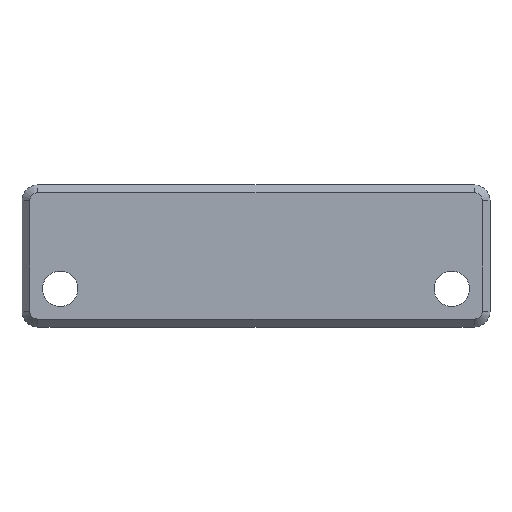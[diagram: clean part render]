
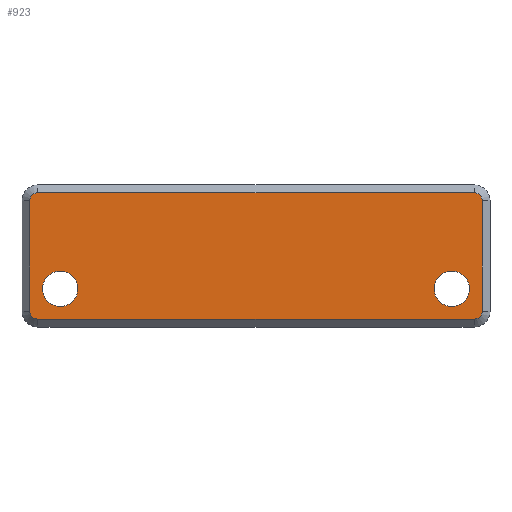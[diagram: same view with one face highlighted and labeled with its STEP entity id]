
A CAD part, top view. The second image highlights one B-rep face of the part: STEP entity #923.
In plain terms, the highlighted planar face has unit normal (0, 0, 1).
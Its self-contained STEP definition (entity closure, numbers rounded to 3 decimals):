
#19=FACE_BOUND('',#166,.T.);
#20=FACE_BOUND('',#167,.T.);
#38=CIRCLE('',#986,1.);
#40=CIRCLE('',#990,1.);
#42=CIRCLE('',#994,1.);
#44=CIRCLE('',#998,1.);
#47=CIRCLE('',#1006,2.25);
#48=CIRCLE('',#1007,2.25);
#107=FACE_OUTER_BOUND('',#165,.T.);
#165=EDGE_LOOP('',(#667,#668,#669,#670,#671,#672,#673,#674));
#166=EDGE_LOOP('',(#675));
#167=EDGE_LOOP('',(#676));
#216=LINE('',#1393,#306);
#221=LINE('',#1407,#311);
#225=LINE('',#1419,#315);
#229=LINE('',#1431,#319);
#306=VECTOR('',#1092,10.);
#311=VECTOR('',#1105,10.);
#315=VECTOR('',#1117,10.);
#319=VECTOR('',#1129,10.);
#396=VERTEX_POINT('',#1390);
#397=VERTEX_POINT('',#1392);
#400=VERTEX_POINT('',#1400);
#402=VERTEX_POINT('',#1405);
#404=VERTEX_POINT('',#1412);
#406=VERTEX_POINT('',#1417);
#408=VERTEX_POINT('',#1424);
#410=VERTEX_POINT('',#1429);
#424=VERTEX_POINT('',#1471);
#425=VERTEX_POINT('',#1473);
#476=EDGE_CURVE('',#396,#397,#216,.T.);
#481=EDGE_CURVE('',#400,#396,#38,.T.);
#483=EDGE_CURVE('',#402,#400,#221,.T.);
#487=EDGE_CURVE('',#404,#402,#40,.T.);
#489=EDGE_CURVE('',#406,#404,#225,.T.);
#493=EDGE_CURVE('',#408,#406,#42,.T.);
#495=EDGE_CURVE('',#410,#408,#229,.T.);
#498=EDGE_CURVE('',#397,#410,#44,.T.);
#516=EDGE_CURVE('',#424,#424,#47,.T.);
#517=EDGE_CURVE('',#425,#425,#48,.T.);
#667=ORIENTED_EDGE('',*,*,#476,.F.);
#668=ORIENTED_EDGE('',*,*,#481,.F.);
#669=ORIENTED_EDGE('',*,*,#483,.F.);
#670=ORIENTED_EDGE('',*,*,#487,.F.);
#671=ORIENTED_EDGE('',*,*,#489,.F.);
#672=ORIENTED_EDGE('',*,*,#493,.F.);
#673=ORIENTED_EDGE('',*,*,#495,.F.);
#674=ORIENTED_EDGE('',*,*,#498,.F.);
#675=ORIENTED_EDGE('',*,*,#516,.T.);
#676=ORIENTED_EDGE('',*,*,#517,.T.);
#889=PLANE('',#1005);
#923=ADVANCED_FACE('',(#107,#19,#20),#889,.T.);
#986=AXIS2_PLACEMENT_3D('',#1402,#1100,#1101);
#990=AXIS2_PLACEMENT_3D('',#1414,#1112,#1113);
#994=AXIS2_PLACEMENT_3D('',#1426,#1124,#1125);
#998=AXIS2_PLACEMENT_3D('',#1435,#1135,#1136);
#1005=AXIS2_PLACEMENT_3D('',#1470,#1164,#1165);
#1006=AXIS2_PLACEMENT_3D('',#1472,#1166,#1167);
#1007=AXIS2_PLACEMENT_3D('',#1474,#1168,#1169);
#1092=DIRECTION('',(1.,0.,0.));
#1100=DIRECTION('center_axis',(0.,0.,-1.));
#1101=DIRECTION('ref_axis',(-0.707,0.707,0.));
#1105=DIRECTION('',(0.,1.,0.));
#1112=DIRECTION('center_axis',(0.,0.,-1.));
#1113=DIRECTION('ref_axis',(-0.707,-0.707,0.));
#1117=DIRECTION('',(-1.,0.,0.));
#1124=DIRECTION('center_axis',(0.,0.,-1.));
#1125=DIRECTION('ref_axis',(0.707,-0.707,0.));
#1129=DIRECTION('',(0.,-1.,0.));
#1135=DIRECTION('center_axis',(0.,0.,-1.));
#1136=DIRECTION('ref_axis',(0.707,0.707,0.));
#1164=DIRECTION('center_axis',(0.,0.,1.));
#1165=DIRECTION('ref_axis',(1.,0.,0.));
#1166=DIRECTION('center_axis',(0.,0.,-1.));
#1167=DIRECTION('ref_axis',(1.,0.,0.));
#1168=DIRECTION('center_axis',(0.,0.,-1.));
#1169=DIRECTION('ref_axis',(1.,0.,0.));
#1390=CARTESIAN_POINT('',(-27.7,-53.975,37.07));
#1392=CARTESIAN_POINT('',(27.7,-53.975,37.07));
#1393=CARTESIAN_POINT('',(14.85,-53.975,37.07));
#1400=CARTESIAN_POINT('',(-28.7,-54.975,37.07));
#1402=CARTESIAN_POINT('Origin',(-27.7,-54.975,37.07));
#1405=CARTESIAN_POINT('',(-28.7,-69.,37.07));
#1407=CARTESIAN_POINT('',(-28.7,-57.481,37.07));
#1412=CARTESIAN_POINT('',(-27.7,-70.,37.07));
#1414=CARTESIAN_POINT('Origin',(-27.7,-69.,37.07));
#1417=CARTESIAN_POINT('',(27.7,-70.,37.07));
#1419=CARTESIAN_POINT('',(-14.85,-70.,37.07));
#1424=CARTESIAN_POINT('',(28.7,-69.,37.07));
#1426=CARTESIAN_POINT('Origin',(27.7,-69.,37.07));
#1429=CARTESIAN_POINT('',(28.7,-54.975,37.07));
#1431=CARTESIAN_POINT('',(28.7,-66.494,37.07));
#1435=CARTESIAN_POINT('Origin',(27.7,-54.975,37.07));
#1470=CARTESIAN_POINT('Origin',(0.,-61.987,
37.07));
#1471=CARTESIAN_POINT('',(-27.1,-66.15,37.07));
#1472=CARTESIAN_POINT('Origin',(-24.85,-66.15,37.07));
#1473=CARTESIAN_POINT('',(22.6,-66.15,37.07));
#1474=CARTESIAN_POINT('Origin',(24.85,-66.15,37.07));
